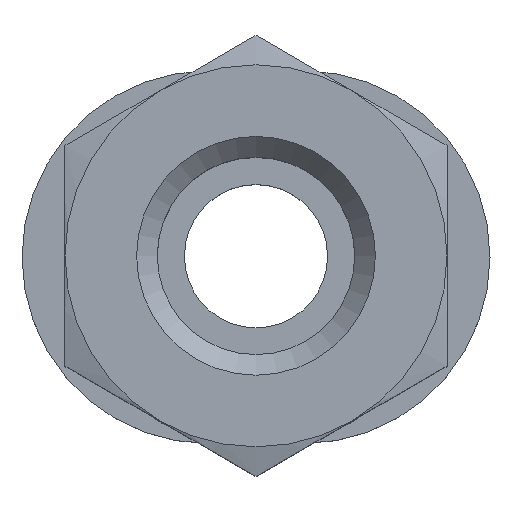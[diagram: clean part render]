
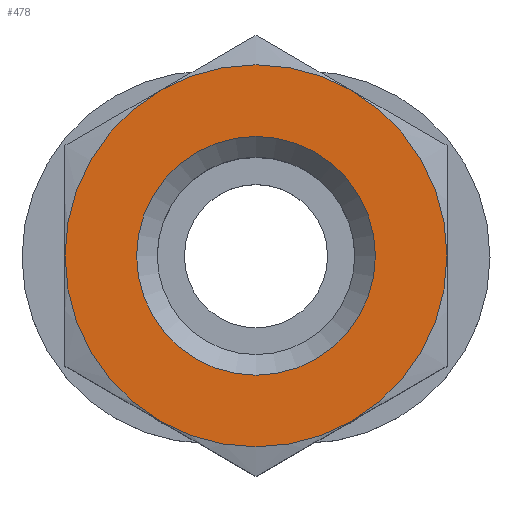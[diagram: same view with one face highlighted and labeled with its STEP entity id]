
A CAD part, top view. The second image highlights one B-rep face of the part: STEP entity #478.
In plain terms, the highlighted planar face has unit normal (0, 0, 1).
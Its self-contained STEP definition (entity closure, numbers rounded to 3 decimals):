
#55=PLANE('',#539);
#78=CIRCLE('',#530,4.);
#79=CIRCLE('',#532,4.);
#80=CIRCLE('',#534,4.);
#81=CIRCLE('',#536,4.);
#82=CIRCLE('',#538,4.);
#83=CIRCLE('',#540,4.);
#84=CIRCLE('',#541,2.5);
#175=ORIENTED_EDGE('',*,*,#266,.F.);
#176=ORIENTED_EDGE('',*,*,#265,.F.);
#177=ORIENTED_EDGE('',*,*,#264,.F.);
#178=ORIENTED_EDGE('',*,*,#267,.F.);
#179=ORIENTED_EDGE('',*,*,#263,.F.);
#180=ORIENTED_EDGE('',*,*,#262,.F.);
#181=ORIENTED_EDGE('',*,*,#268,.T.);
#262=EDGE_CURVE('',#308,#310,#78,.T.);
#263=EDGE_CURVE('',#310,#312,#79,.T.);
#264=EDGE_CURVE('',#313,#304,#80,.T.);
#265=EDGE_CURVE('',#304,#306,#81,.T.);
#266=EDGE_CURVE('',#306,#308,#82,.T.);
#267=EDGE_CURVE('',#312,#313,#83,.T.);
#268=EDGE_CURVE('',#314,#314,#84,.T.);
#304=VERTEX_POINT('',#792);
#306=VERTEX_POINT('',#804);
#308=VERTEX_POINT('',#816);
#310=VERTEX_POINT('',#828);
#312=VERTEX_POINT('',#840);
#313=VERTEX_POINT('',#850);
#314=VERTEX_POINT('',#868);
#376=EDGE_LOOP('',(#175,#176,#177,#178,#179,#180));
#377=EDGE_LOOP('',(#181));
#422=FACE_BOUND('',#376,.T.);
#423=FACE_BOUND('',#377,.T.);
#478=ADVANCED_FACE('',(#422,#423),#55,.F.);
#530=AXIS2_PLACEMENT_3D('',#856,#623,#624);
#532=AXIS2_PLACEMENT_3D('',#858,#627,#628);
#534=AXIS2_PLACEMENT_3D('',#860,#631,#632);
#536=AXIS2_PLACEMENT_3D('',#862,#635,#636);
#538=AXIS2_PLACEMENT_3D('',#864,#639,#640);
#539=AXIS2_PLACEMENT_3D('',#865,#641,#642);
#540=AXIS2_PLACEMENT_3D('',#866,#643,#644);
#541=AXIS2_PLACEMENT_3D('',#867,#645,#646);
#623=DIRECTION('',(0.,0.,-1.));
#624=DIRECTION('',(-1.,0.,0.));
#627=DIRECTION('',(0.,0.,-1.));
#628=DIRECTION('',(-1.,0.,0.));
#631=DIRECTION('',(0.,0.,-1.));
#632=DIRECTION('',(-1.,0.,0.));
#635=DIRECTION('',(0.,0.,-1.));
#636=DIRECTION('',(-1.,0.,0.));
#639=DIRECTION('',(0.,0.,-1.));
#640=DIRECTION('',(-1.,0.,0.));
#641=DIRECTION('',(0.,0.,-1.));
#642=DIRECTION('',(-1.,0.,0.));
#643=DIRECTION('',(0.,0.,-1.));
#644=DIRECTION('',(-1.,0.,0.));
#645=DIRECTION('',(0.,0.,-1.));
#646=DIRECTION('',(-1.,0.,0.));
#792=CARTESIAN_POINT('',(-4.,0.,0.));
#804=CARTESIAN_POINT('',(-2.,3.464,0.));
#816=CARTESIAN_POINT('',(2.,3.464,0.));
#828=CARTESIAN_POINT('',(4.,0.,0.));
#840=CARTESIAN_POINT('',(2.,-3.464,0.));
#850=CARTESIAN_POINT('',(-2.,-3.464,0.));
#856=CARTESIAN_POINT('',(0.,0.,0.));
#858=CARTESIAN_POINT('',(0.,0.,0.));
#860=CARTESIAN_POINT('',(0.,0.,0.));
#862=CARTESIAN_POINT('',(0.,0.,0.));
#864=CARTESIAN_POINT('',(0.,0.,0.));
#865=CARTESIAN_POINT('',(0.,0.,0.));
#866=CARTESIAN_POINT('',(0.,0.,0.));
#867=CARTESIAN_POINT('',(0.,0.,0.));
#868=CARTESIAN_POINT('',(-2.5,0.,0.));
